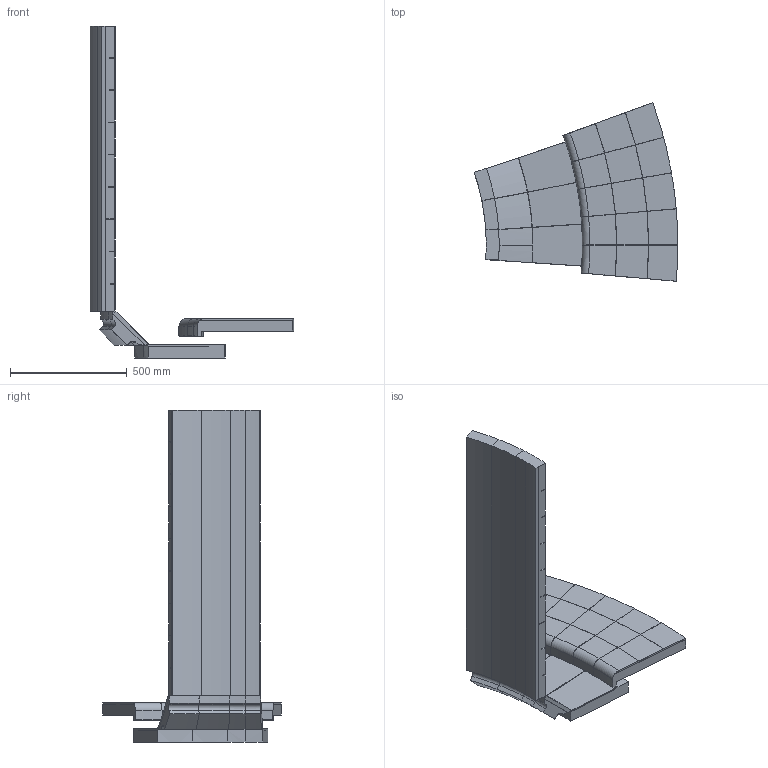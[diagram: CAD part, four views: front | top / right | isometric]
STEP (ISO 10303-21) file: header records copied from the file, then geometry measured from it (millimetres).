
FILE_DESCRIPTION(('FreeCAD Model'),'2;1');
FILE_NAME('Open CASCADE Shape Model','2024-02-22T16:41:06',('Author'),( ''),'Open CASCADE STEP processor 7.4','FreeCAD','Unknown');
FILE_SCHEMA(('AUTOMOTIVE_DESIGN { 1 0 10303 214 1 1 1 1 }'));
Length unit declared in the file: millimetre
Products named in the file (15): Unnamed; Floor00; CP01; Shelf00; CP00; Shelf02; Shelf01; Shelf03; CP47; Floor01; Inner00; Inner01; Floor47; Shelf71; Inner47
Assembly tree (14 placements, depth 2):
  Unnamed
    Floor00
    CP01
    Shelf00
    CP00
    Shelf02
    Shelf01
    Shelf03
    CP47
    Floor01
    Inner00
    Inner01
    Floor47
    Shelf71
    Inner47
Bounding box: 870.35 x 763.93 x 1419.83 mm (x, y, z)
Volume: 54328762 mm3; surface area: 3214878.8 mm2
Topology: 14 solids, 14 shells, 408 faces, 1115 edges, 739 vertices
Faces by surface type: plane 261, cylinder 90, cone 41, torus 16
Entity records: 55054 total; most frequent: CARTESIAN_POINT 33918, DIRECTION 3491, ORIENTED_EDGE 2228, PCURVE 2228, DEFINITIONAL_REPRESENTATION 2228, LINE 1890, VECTOR 1890, EDGE_CURVE 1114
